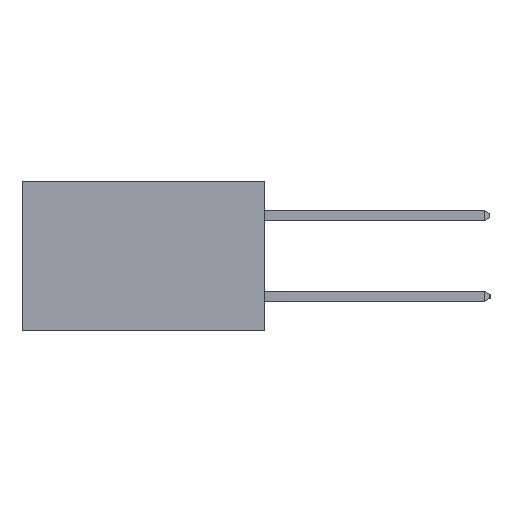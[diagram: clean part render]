
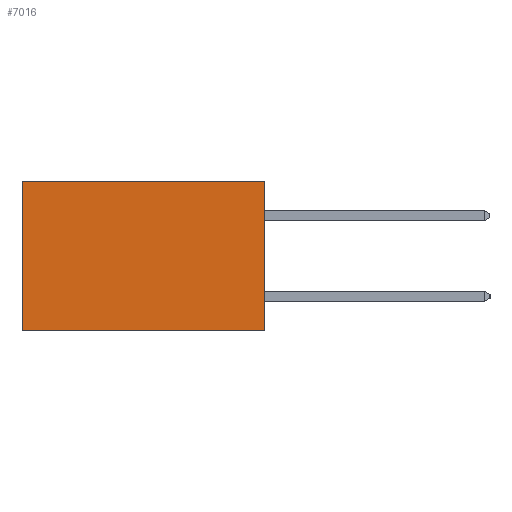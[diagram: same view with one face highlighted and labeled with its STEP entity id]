
A CAD part, left-side view. The second image highlights one B-rep face of the part: STEP entity #7016.
In plain terms, the highlighted planar face has unit normal (-1, 0, 0).
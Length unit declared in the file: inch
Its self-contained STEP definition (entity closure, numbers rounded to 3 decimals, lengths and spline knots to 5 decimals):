
#22 = LINE ( 'NONE', #15740, #8137 ) ;
#355 = ORIENTED_EDGE ( 'NONE', *, *, #11539, .T. ) ;
#408 = DIRECTION ( 'NONE',  ( 0., 0., -1. ) ) ;
#784 = VECTOR ( 'NONE', #6133, 39.37008 ) ;
#912 = EDGE_CURVE ( 'NONE', #7323, #2845, #22, .T. ) ;
#1273 = LINE ( 'NONE', #4460, #784 ) ;
#1303 = PLANE ( 'NONE',  #15814 ) ;
#2845 = VERTEX_POINT ( 'NONE', #9929 ) ;
#2935 = CARTESIAN_POINT ( 'NONE',  ( 0.2615, 0.6, 0. ) ) ;
#4460 = CARTESIAN_POINT ( 'NONE',  ( 0.2615, 0.6, -0.37 ) ) ;
#6133 = DIRECTION ( 'NONE',  ( 0., 0., -1. ) ) ;
#6823 = LINE ( 'NONE', #6874, #14783 ) ;
#6874 = CARTESIAN_POINT ( 'NONE',  ( 0.2615, 0., -0.37 ) ) ;
#7016 = ADVANCED_FACE ( 'NONE', ( #15518 ), #1303, .F. ) ;
#7323 = VERTEX_POINT ( 'NONE', #20452 ) ;
#8137 = VECTOR ( 'NONE', #17171, 39.37008 ) ;
#8340 = ORIENTED_EDGE ( 'NONE', *, *, #10644, .F. ) ;
#9929 = CARTESIAN_POINT ( 'NONE',  ( 0.2615, 0.6, -0.37 ) ) ;
#10320 = VERTEX_POINT ( 'NONE', #2935 ) ;
#10644 = EDGE_CURVE ( 'NONE', #15230, #7323, #6823, .T. ) ;
#11539 = EDGE_CURVE ( 'NONE', #15230, #10320, #15729, .T. ) ;
#12460 = ORIENTED_EDGE ( 'NONE', *, *, #912, .F. ) ;
#13866 = CARTESIAN_POINT ( 'NONE',  ( 0.2615, 0., 0. ) ) ;
#13964 = EDGE_LOOP ( 'NONE', ( #19511, #12460, #8340, #355 ) ) ;
#14783 = VECTOR ( 'NONE', #408, 39.37008 ) ;
#15230 = VERTEX_POINT ( 'NONE', #13866 ) ;
#15307 = DIRECTION ( 'NONE',  ( 0., 1., 0. ) ) ;
#15318 = EDGE_CURVE ( 'NONE', #10320, #2845, #1273, .T. ) ;
#15518 = FACE_OUTER_BOUND ( 'NONE', #13964, .T. ) ;
#15729 = LINE ( 'NONE', #16838, #16237 ) ;
#15740 = CARTESIAN_POINT ( 'NONE',  ( 0.2615, 0., -0.37 ) ) ;
#15785 = DIRECTION ( 'NONE',  ( 0., 0., -1. ) ) ;
#15814 = AXIS2_PLACEMENT_3D ( 'NONE', #15927, #15828, #15785 ) ;
#15828 = DIRECTION ( 'NONE',  ( 1., 0., 0. ) ) ;
#15927 = CARTESIAN_POINT ( 'NONE',  ( 0.2615, 0., -0.37 ) ) ;
#16237 = VECTOR ( 'NONE', #15307, 39.37008 ) ;
#16838 = CARTESIAN_POINT ( 'NONE',  ( 0.2615, 0., 0. ) ) ;
#17171 = DIRECTION ( 'NONE',  ( 0., 1., 0. ) ) ;
#19511 = ORIENTED_EDGE ( 'NONE', *, *, #15318, .T. ) ;
#20452 = CARTESIAN_POINT ( 'NONE',  ( 0.2615, 0., -0.37 ) ) ;
